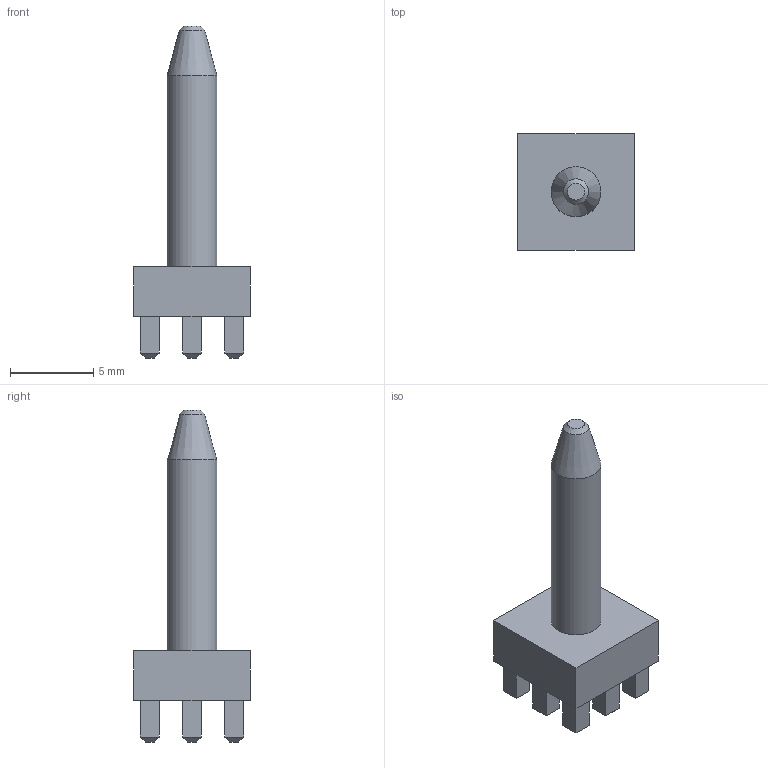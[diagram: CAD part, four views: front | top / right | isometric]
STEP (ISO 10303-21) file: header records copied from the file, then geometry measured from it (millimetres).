
FILE_DESCRIPTION (( 'STEP AP203' ), '1' );
FILE_NAME ('K96682-D02.STEP', '2025-01-22T07:55:09', ( '' ), ( '' ), 'SwSTEP 2.0', 'SolidWorks 2023', '' );
FILE_SCHEMA (( 'CONFIG_CONTROL_DESIGN' ));
Length unit declared in the file: millimetre
Products named in the file (1): K96682-D02
Bounding box: 7 x 7 x 20 mm (x, y, z)
Volume: 267.3 mm3; surface area: 399 mm2
Topology: 1 solids, 1 shells, 91 faces, 200 edges, 121 vertices
Faces by surface type: plane 88, cone 2, cylinder 1
Full cylindrical faces by diameter (mm): 3 x1
Entity records: 2455 total; most frequent: CARTESIAN_POINT 408, ORIENTED_EDGE 392, DIRECTION 384, EDGE_CURVE 196, LINE 192, VECTOR 192, VERTEX_POINT 120, EDGE_LOOP 104
